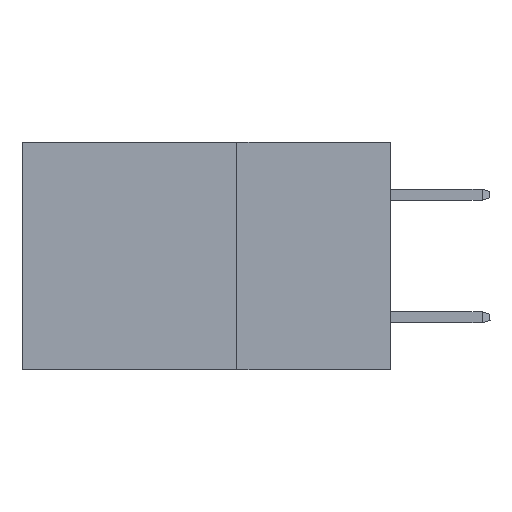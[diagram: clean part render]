
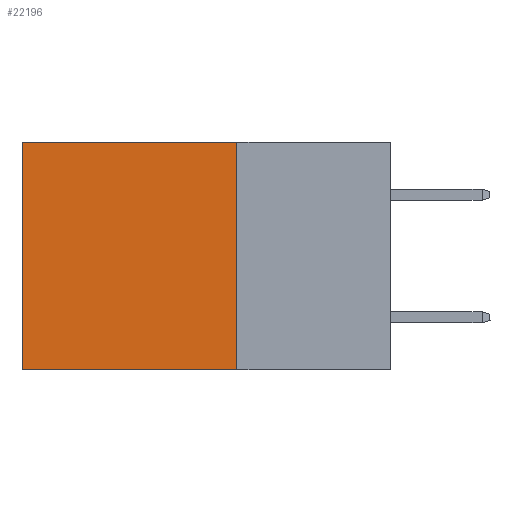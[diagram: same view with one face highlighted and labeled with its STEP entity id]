
A CAD part, left-side view. The second image highlights one B-rep face of the part: STEP entity #22196.
In plain terms, the highlighted planar face has unit normal (-1, 0, 0).
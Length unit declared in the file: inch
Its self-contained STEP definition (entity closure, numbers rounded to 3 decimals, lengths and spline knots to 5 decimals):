
#427 = VECTOR ( 'NONE', #19288, 39.37008 ) ;
#1118 = VERTEX_POINT ( 'NONE', #4857 ) ;
#1174 = EDGE_LOOP ( 'NONE', ( #4955, #16630, #22303, #22460 ) ) ;
#1908 = CARTESIAN_POINT ( 'NONE',  ( 0.2875, 0.6, 0. ) ) ;
#2197 = CARTESIAN_POINT ( 'NONE',  ( 0.2875, 0.25, 0. ) ) ;
#2278 = DIRECTION ( 'NONE',  ( 0., 1., 0. ) ) ;
#4857 = CARTESIAN_POINT ( 'NONE',  ( 0.2875, 0.25, 0. ) ) ;
#4955 = ORIENTED_EDGE ( 'NONE', *, *, #10873, .T. ) ;
#5018 = CARTESIAN_POINT ( 'NONE',  ( 0.2875, 0.25, -0.37 ) ) ;
#5398 = CARTESIAN_POINT ( 'NONE',  ( 0.2875, 0.25, 0. ) ) ;
#5797 = VECTOR ( 'NONE', #18688, 39.37008 ) ;
#5825 = CARTESIAN_POINT ( 'NONE',  ( 0.2875, 0.25, -0.37 ) ) ;
#5989 = AXIS2_PLACEMENT_3D ( 'NONE', #7753, #23733, #25660 ) ;
#6166 = FACE_OUTER_BOUND ( 'NONE', #1174, .T. ) ;
#7577 = VERTEX_POINT ( 'NONE', #24206 ) ;
#7753 = CARTESIAN_POINT ( 'NONE',  ( 0.2875, 0.25, 0. ) ) ;
#10873 = EDGE_CURVE ( 'NONE', #12524, #7577, #22899, .T. ) ;
#11609 = DIRECTION ( 'NONE',  ( 0., 1., 0. ) ) ;
#12524 = VERTEX_POINT ( 'NONE', #23620 ) ;
#13221 = EDGE_CURVE ( 'NONE', #18334, #7577, #13787, .T. ) ;
#13787 = LINE ( 'NONE', #5825, #19016 ) ;
#15796 = EDGE_CURVE ( 'NONE', #1118, #12524, #20803, .T. ) ;
#16630 = ORIENTED_EDGE ( 'NONE', *, *, #13221, .F. ) ;
#17672 = VECTOR ( 'NONE', #2278, 39.37008 ) ;
#17887 = EDGE_CURVE ( 'NONE', #1118, #18334, #23472, .T. ) ;
#18334 = VERTEX_POINT ( 'NONE', #5018 ) ;
#18688 = DIRECTION ( 'NONE',  ( 0., 0., -1. ) ) ;
#19016 = VECTOR ( 'NONE', #11609, 39.37008 ) ;
#19288 = DIRECTION ( 'NONE',  ( 0., 0., -1. ) ) ;
#20803 = LINE ( 'NONE', #2197, #17672 ) ;
#22196 = ADVANCED_FACE ( 'NONE', ( #6166 ), #23823, .F. ) ;
#22303 = ORIENTED_EDGE ( 'NONE', *, *, #17887, .F. ) ;
#22460 = ORIENTED_EDGE ( 'NONE', *, *, #15796, .T. ) ;
#22899 = LINE ( 'NONE', #1908, #5797 ) ;
#23472 = LINE ( 'NONE', #5398, #427 ) ;
#23620 = CARTESIAN_POINT ( 'NONE',  ( 0.2875, 0.6, 0. ) ) ;
#23733 = DIRECTION ( 'NONE',  ( 1., 0., 0. ) ) ;
#23823 = PLANE ( 'NONE',  #5989 ) ;
#24206 = CARTESIAN_POINT ( 'NONE',  ( 0.2875, 0.6, -0.37 ) ) ;
#25660 = DIRECTION ( 'NONE',  ( 0., 0., -1. ) ) ;
